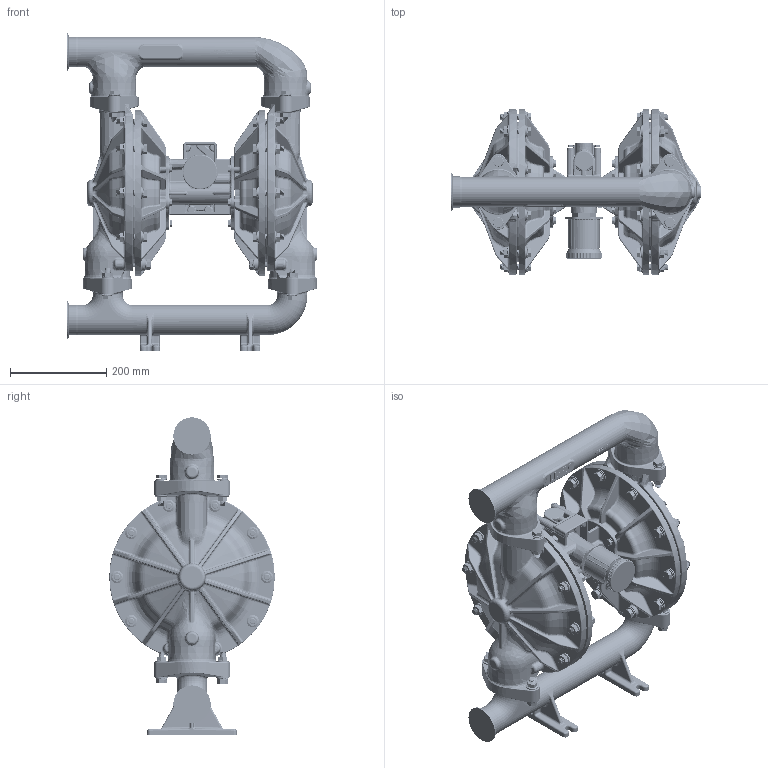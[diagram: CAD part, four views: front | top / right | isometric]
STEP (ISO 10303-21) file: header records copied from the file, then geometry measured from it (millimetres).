
FILE_DESCRIPTION((''),'2;1');
FILE_NAME('F200-SHRINKWRAP','2017-12-11T17:13:13',('dmcdermott'),(''),'CREO PARAMETRIC BY PTC INC, 2017110','CREO PARAMETRIC BY PTC INC, 2017110','');
FILE_SCHEMA(('CONFIG_CONTROL_DESIGN'));
Products named in the file (1): F200-SHRINKWRAP
Bounding box: 520.57 x 343.49 x 658.46 mm (x, y, z)
Surface area: 1816051.6 mm2 (no closed solid volume)
Topology: 0 solids, 395 shells, 7784 faces, 24074 edges, 16421 vertices
Faces by surface type: cylinder 2887, bspline 2219, plane 1283, cone 745, torus 475, sphere 174, revolution 1
Entity records: 502511 total; most frequent: CARTESIAN_POINT 318978, ORIENTED_EDGE 42082, DIRECTION 29191, EDGE_CURVE 24074, VERTEX_POINT 16423, B_SPLINE_CURVE_WITH_KNOTS 11318, AXIS2_PLACEMENT_3D 10869, EDGE_LOOP 7784
